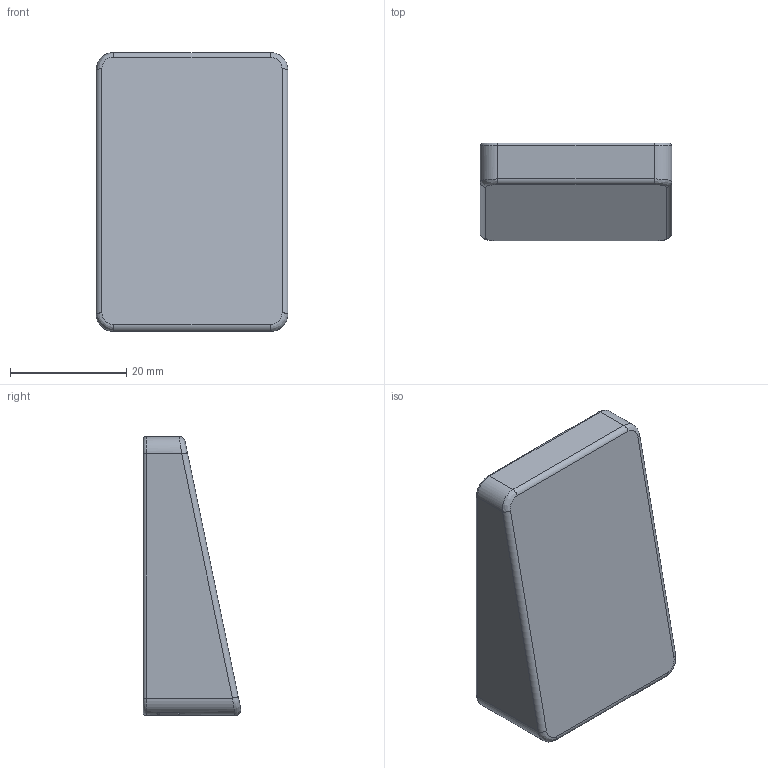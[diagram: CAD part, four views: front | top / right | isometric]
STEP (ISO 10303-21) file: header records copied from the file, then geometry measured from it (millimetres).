
FILE_DESCRIPTION(/* description */ (''),/* implementation_level */ '2;1');
FILE_NAME(/* name */ 'Filament_Cooling.step',/* time_stamp */ '2021-04-18T23:18:05+02:00',/* author */ (''),/* organization */ (''),/* preprocessor_version */ 'ST-DEVELOPER v18.1',/* originating_system */ 'Autodesk Translation Framework v10.6.0.1341',/* authorisation */ '');
FILE_SCHEMA (('AUTOMOTIVE_DESIGN { 1 0 10303 214 3 1 1 }'));
Length unit declared in the file: millimetre
Products named in the file (1): Filament_Cooling
Bounding box: 33 x 16.77 x 48 mm (x, y, z)
Volume: 10328.8 mm3; surface area: 7718.6 mm2
Topology: 1 solids, 2 shells, 100 faces, 234 edges, 143 vertices
Faces by surface type: plane 42, cylinder 27, bspline 16, cone 11, torus 4
Full cylindrical faces by diameter (mm): 3 x8, 28 x1
Entity records: 3576 total; most frequent: CARTESIAN_POINT 1257, DIRECTION 479, ORIENTED_EDGE 468, EDGE_CURVE 234, AXIS2_PLACEMENT_3D 182, VERTEX_POINT 143, LINE 115, VECTOR 115
